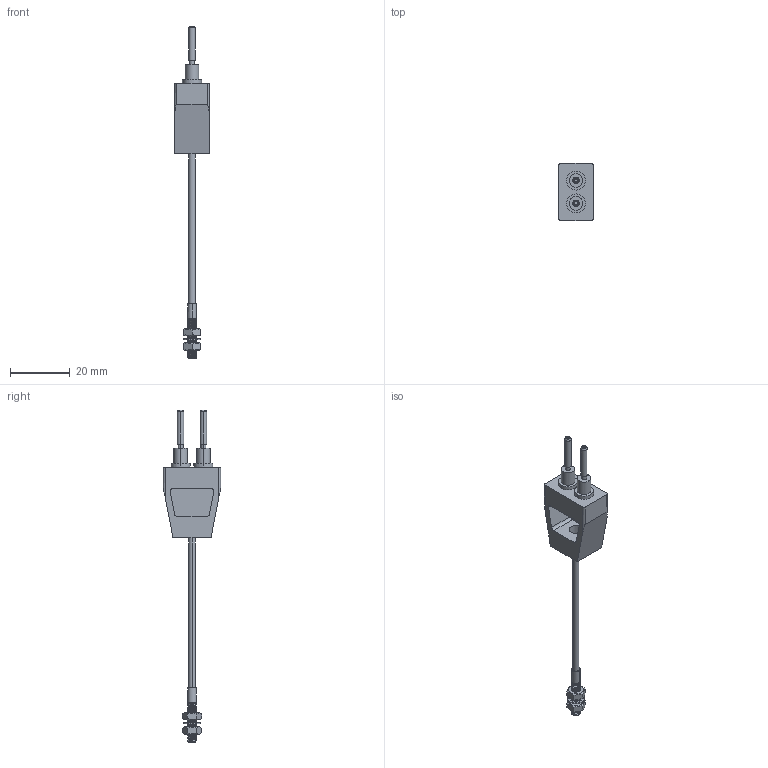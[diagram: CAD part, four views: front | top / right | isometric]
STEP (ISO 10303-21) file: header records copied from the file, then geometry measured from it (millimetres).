
FILE_DESCRIPTION((''),'2;1');
FILE_NAME('188693_ASM','2016-01-12T',('pdmadmin'),(''),'PRO/ENGINEER BY PARAMETRIC TECHNOLOGY CORPORATION, 2013230','PRO/ENGINEER BY PARAMETRIC TECHNOLOGY CORPORATION, 2013230','');
FILE_SCHEMA(('CONFIG_CONTROL_DESIGN'));
Length unit declared in the file: inch
Products named in the file (9): 39260; 38734; 40197; 39365; 39254; 39253; FIBER_CORE_9X_-25_01_1X_-5_02SM; 39132_ASM; 188693_ASM
Assembly tree (10 placements, depth 3):
  188693_ASM
    39132_ASM
      39260
      38734
      40197
      39365  x2
      39254
      39253  x2
      FIBER_CORE_9X_-25_01_1X_-5_02SM
Bounding box: 11.43 x 19.05 x 110.71 mm (x, y, z)
Volume: 3868.7 mm3; surface area: 5051.2 mm2
Topology: 29 solids, 31 shells, 755 faces, 1965 edges, 1292 vertices
Faces by surface type: plane 369, cylinder 330, cone 34, bspline 18, torus 4
Entity records: 26693 total; most frequent: CARTESIAN_POINT 8781, ORIENTED_EDGE 3718, DIRECTION 3677, EDGE_CURVE 1861, AXIS2_PLACEMENT_3D 1249, VERTEX_POINT 1228, VECTOR 1179, LINE 1179
